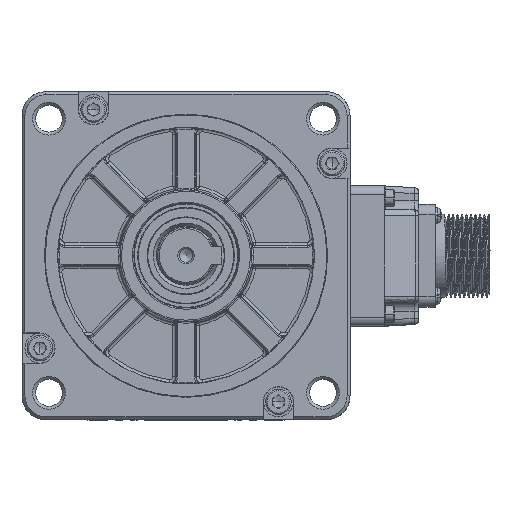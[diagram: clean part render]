
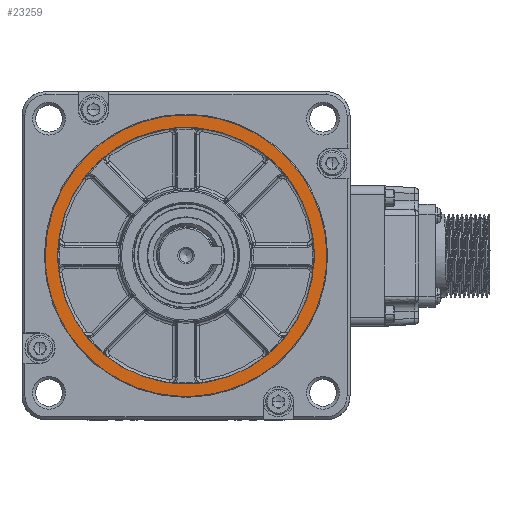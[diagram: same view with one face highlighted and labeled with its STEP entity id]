
A CAD part, top view. The second image highlights one B-rep face of the part: STEP entity #23259.
In plain terms, the highlighted planar face has unit normal (0, 0, 1).
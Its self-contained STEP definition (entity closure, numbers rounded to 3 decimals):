
#21524=CARTESIAN_POINT('',(-65.384,248.61,35.));
#21525=VERTEX_POINT('',#21524);
#21535=CARTESIAN_POINT('',(-65.384,248.61,35.));
#21536=CARTESIAN_POINT('',(-65.384,295.81,35.));
#21537=CARTESIAN_POINT('',(-18.184,295.81,35.));
#21538=CARTESIAN_POINT('',(29.016,295.81,35.));
#21539=CARTESIAN_POINT('',(29.016,248.61,35.));
#21540=CARTESIAN_POINT('',(29.016,243.961,35.));
#21541=CARTESIAN_POINT('',(28.109,239.401,35.));
#21542=CARTESIAN_POINT('',(27.202,234.842,35.));
#21543=CARTESIAN_POINT('',(25.423,230.547,35.));
#21544=CARTESIAN_POINT('',(23.644,226.252,35.));
#21545=CARTESIAN_POINT('',(21.061,222.387,35.));
#21546=CARTESIAN_POINT('',(18.479,218.521,35.));
#21547=CARTESIAN_POINT('',(15.191,215.234,35.));
#21548=CARTESIAN_POINT('',(11.904,211.947,35.));
#21549=CARTESIAN_POINT('',(8.039,209.364,35.));
#21550=CARTESIAN_POINT('',(4.174,206.782,35.));
#21551=CARTESIAN_POINT('',(-0.121,205.003,35.));
#21552=CARTESIAN_POINT('',(-4.416,203.224,35.));
#21553=CARTESIAN_POINT('',(-8.976,202.317,35.));
#21554=CARTESIAN_POINT('',(-13.535,201.41,35.));
#21555=CARTESIAN_POINT('',(-18.184,201.41,35.));
#21556=CARTESIAN_POINT('',(-22.833,201.41,35.));
#21557=CARTESIAN_POINT('',(-27.392,202.317,35.));
#21558=CARTESIAN_POINT('',(-31.952,203.224,35.));
#21559=CARTESIAN_POINT('',(-36.247,205.003,35.));
#21560=CARTESIAN_POINT('',(-40.542,206.782,35.));
#21561=CARTESIAN_POINT('',(-44.407,209.364,35.));
#21562=CARTESIAN_POINT('',(-48.272,211.947,35.));
#21563=CARTESIAN_POINT('',(-51.559,215.234,35.));
#21564=CARTESIAN_POINT('',(-54.847,218.521,35.));
#21565=CARTESIAN_POINT('',(-57.429,222.387,35.));
#21566=CARTESIAN_POINT('',(-60.012,226.252,35.));
#21567=CARTESIAN_POINT('',(-61.791,230.547,35.));
#21568=CARTESIAN_POINT('',(-63.57,234.842,35.));
#21569=CARTESIAN_POINT('',(-64.477,239.401,35.));
#21570=CARTESIAN_POINT('',(-65.384,243.961,35.));
#21571=CARTESIAN_POINT('',(-65.384,248.61,35.));
#21572=(BOUNDED_CURVE()B_SPLINE_CURVE(2,(#21535,#21536,#21537,#21538,#21539,#21540,#21541,#21542,#21543,#21544,#21545,#21546,#21547,#21548,#21549,#21550,#21551,#21552,#21553,#21554,#21555,#21556,#21557,#21558,#21559,#21560,#21561,#21562,#21563,#21564,#21565,#21566,#21567,#21568,#21569,#21570,#21571),.UNSPECIFIED.,.T.,.U.)B_SPLINE_CURVE_WITH_KNOTS((3,2,2,2,2,2,2,2,2,2,2,2,2,2,2,2,2,2,3),(0.,0.5,1.,1.07,1.139,1.209,1.279,1.348,1.418,1.488,1.557,1.627,1.696,1.766,1.836,1.905,1.975,2.045,2.114),.UNSPECIFIED.)CURVE()GEOMETRIC_REPRESENTATION_ITEM()RATIONAL_B_SPLINE_CURVE((1.,0.707,1.,0.707,1.,1.,1.,1.,1.,1.,1.,1.,1.,1.,1.,1.,1.,1.,1.,1.,1.,1.,1.,1.,1.,1.,1.,1.,1.,1.,1.,1.,1.,1.,1.,1.,1.))REPRESENTATION_ITEM(''));
#21573=EDGE_CURVE('',#21525,#21525,#21572,.T.);
#23202=CARTESIAN_POINT('',(-18.184,248.61,35.));
#23203=DIRECTION('',(1.,0.,0.));
#23204=DIRECTION('',(0.,0.,1.));
#23205=AXIS2_PLACEMENT_3D('',#23202,#23204,#23203);
#23206=PLANE('',#23205);
#23207=ORIENTED_EDGE('',*,*,#21573,.F.);
#23208=EDGE_LOOP('',(#23207));
#23209=FACE_OUTER_BOUND('',#23208,.T.);
#23210=CARTESIAN_POINT('',(-61.184,248.61,35.));
#23211=VERTEX_POINT('',#23210);
#23212=CARTESIAN_POINT('',(24.816,248.61,35.));
#23213=VERTEX_POINT('',#23212);
#23214=CARTESIAN_POINT('',(-61.184,248.61,35.));
#23215=CARTESIAN_POINT('',(-61.184,252.845,35.));
#23216=CARTESIAN_POINT('',(-60.358,256.999,35.));
#23217=CARTESIAN_POINT('',(-59.532,261.152,35.));
#23218=CARTESIAN_POINT('',(-57.911,265.065,35.));
#23219=CARTESIAN_POINT('',(-56.29,268.978,35.));
#23220=CARTESIAN_POINT('',(-53.937,272.499,35.));
#23221=CARTESIAN_POINT('',(-51.584,276.021,35.));
#23222=CARTESIAN_POINT('',(-48.59,279.015,35.));
#23223=CARTESIAN_POINT('',(-45.595,282.01,35.));
#23224=CARTESIAN_POINT('',(-42.074,284.363,35.));
#23225=CARTESIAN_POINT('',(-38.552,286.716,35.));
#23226=CARTESIAN_POINT('',(-34.639,288.336,35.));
#23227=CARTESIAN_POINT('',(-30.727,289.957,35.));
#23228=CARTESIAN_POINT('',(-26.573,290.783,35.));
#23229=CARTESIAN_POINT('',(-22.419,291.61,35.));
#23230=CARTESIAN_POINT('',(-18.184,291.61,35.));
#23231=CARTESIAN_POINT('',(-13.949,291.61,35.));
#23232=CARTESIAN_POINT('',(-9.795,290.783,35.));
#23233=CARTESIAN_POINT('',(-5.641,289.957,35.));
#23234=CARTESIAN_POINT('',(-1.729,288.336,35.));
#23235=CARTESIAN_POINT('',(2.184,286.716,35.));
#23236=CARTESIAN_POINT('',(5.705,284.363,35.));
#23237=CARTESIAN_POINT('',(9.227,282.01,35.));
#23238=CARTESIAN_POINT('',(12.222,279.015,35.));
#23239=CARTESIAN_POINT('',(15.216,276.021,35.));
#23240=CARTESIAN_POINT('',(17.569,272.499,35.));
#23241=CARTESIAN_POINT('',(19.922,268.978,35.));
#23242=CARTESIAN_POINT('',(21.543,265.065,35.));
#23243=CARTESIAN_POINT('',(23.163,261.152,35.));
#23244=CARTESIAN_POINT('',(23.99,256.999,35.));
#23245=CARTESIAN_POINT('',(24.816,252.845,35.));
#23246=CARTESIAN_POINT('',(24.816,248.61,35.));
#23247=B_SPLINE_CURVE_WITH_KNOTS('',2,(#23214,#23215,#23216,#23217,#23218,#23219,#23220,#23221,#23222,#23223,#23224,#23225,#23226,#23227,#23228,#23229,#23230,#23231,#23232,#23233,#23234,#23235,#23236,#23237,#23238,#23239,#23240,#23241,#23242,#23243,#23244,#23245,#23246),.UNSPECIFIED.,.F.,.U.,(3,2,2,2,2,2,2,2,2,2,2,2,2,2,2,2,3),(0.5,0.531,0.563,0.594,0.625,0.656,0.688,0.719,0.75,0.781,0.813,0.844,0.875,0.906,0.938,0.969,1.),.UNSPECIFIED.);
#23248=EDGE_CURVE('',#23211,#23213,#23247,.T.);
#23249=ORIENTED_EDGE('',*,*,#23248,.T.);
#23250=CARTESIAN_POINT('',(-18.184,248.61,35.));
#23251=DIRECTION('',(1.,0.,0.));
#23252=DIRECTION('',(0.,0.,-1.));
#23253=AXIS2_PLACEMENT_3D('',#23250,#23252,#23251);
#23254=CIRCLE('',#23253,43.);
#23255=EDGE_CURVE('',#23213,#23211,#23254,.T.);
#23256=ORIENTED_EDGE('',*,*,#23255,.T.);
#23257=EDGE_LOOP('',(#23249,#23256));
#23258=FACE_BOUND('',#23257,.T.);
#23259=ADVANCED_FACE('',(#23209,#23258),#23206,.T.);
